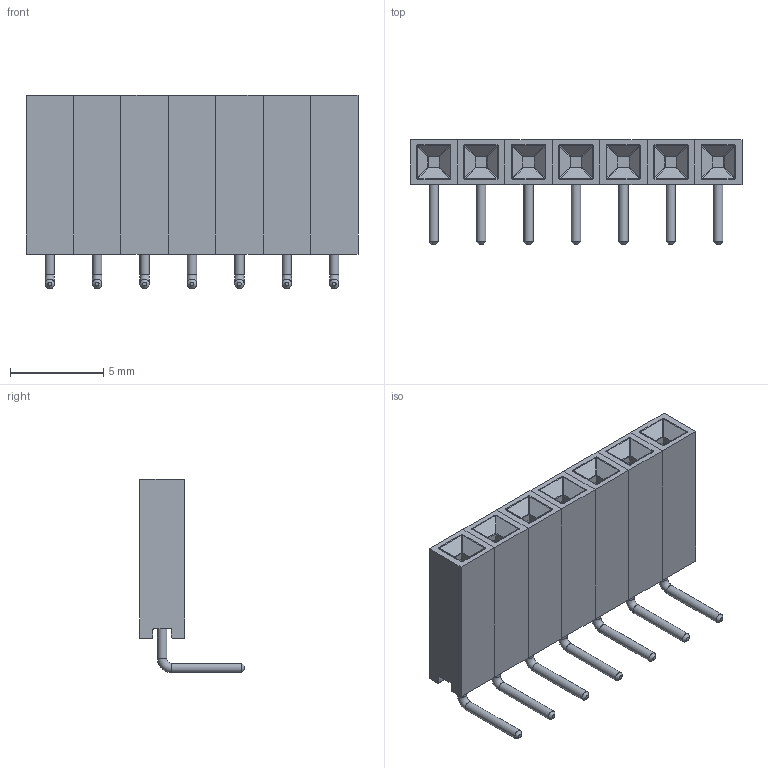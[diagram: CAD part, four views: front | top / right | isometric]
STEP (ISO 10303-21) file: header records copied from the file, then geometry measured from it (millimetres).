
FILE_DESCRIPTION(/* description */ (''),/* implementation_level */ '2;1');
FILE_NAME(/* name */ 'Header THT female 1x7 RA.step',/* time_stamp */ '2019-04-30T16:09:36+02:00',/* author */ (''),/* organization */ (''),/* preprocessor_version */ 'ST-DEVELOPER v18',/* originating_system */ 'Autodesk Translation Framework v8.2.0.1029',/* authorisation */ '');
FILE_SCHEMA (('AUTOMOTIVE_DESIGN { 1 0 10303 214 3 1 1 }'));
Length unit declared in the file: millimetre
Products named in the file (1): (Nicht gespeichert)
Bounding box: 17.78 x 5.6 x 10.35 mm (x, y, z)
Volume: 340.9 mm3; surface area: 857.6 mm2
Topology: 7 solids, 7 shells, 392 faces, 917 edges, 553 vertices
Faces by surface type: plane 168, cylinder 126, bspline 84, cone 7, torus 7
Full cylindrical faces by diameter (mm): 0.5 x14
Entity records: 12820 total; most frequent: CARTESIAN_POINT 3767, DIRECTION 1899, ORIENTED_EDGE 1834, EDGE_CURVE 917, AXIS2_PLACEMENT_3D 701, VERTEX_POINT 553, LINE 497, VECTOR 497
